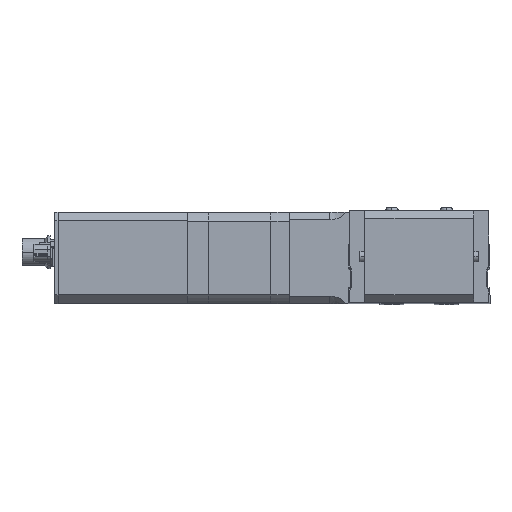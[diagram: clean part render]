
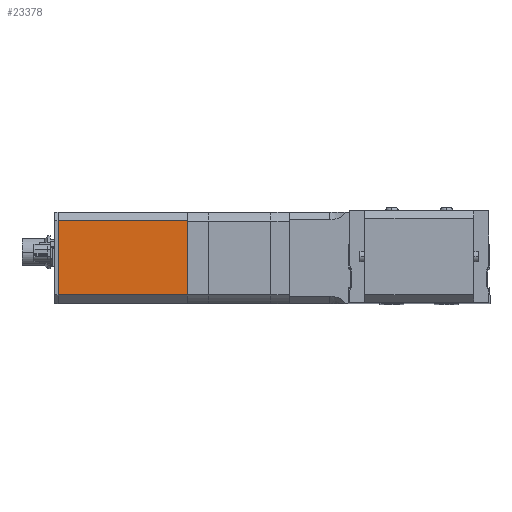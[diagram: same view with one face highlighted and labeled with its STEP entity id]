
A CAD part, top view. The second image highlights one B-rep face of the part: STEP entity #23378.
In plain terms, the highlighted face is planar.
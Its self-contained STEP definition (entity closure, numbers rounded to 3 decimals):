
#666 = CARTESIAN_POINT ( 'NONE',  ( -31., 17., -106.25 ) ) ;
#1103 = CARTESIAN_POINT ( 'NONE',  ( -31., 17., -106.25 ) ) ;
#1898 = ORIENTED_EDGE ( 'NONE', *, *, #11438, .T. ) ;
#2495 = ORIENTED_EDGE ( 'NONE', *, *, #13626, .F. ) ;
#2725 = CARTESIAN_POINT ( 'NONE',  ( -31., 17., -106.25 ) ) ;
#3542 = EDGE_CURVE ( 'NONE', #28874, #29924, #21649, .T. ) ;
#3649 = VECTOR ( 'NONE', #21372, 1000. ) ;
#4141 = VERTEX_POINT ( 'NONE', #17811 ) ;
#5099 = DIRECTION ( 'NONE',  ( 0., 0., 1. ) ) ;
#10343 = ORIENTED_EDGE ( 'NONE', *, *, #3542, .T. ) ;
#11438 = EDGE_CURVE ( 'NONE', #29924, #4141, #20800, .T. ) ;
#11508 = AXIS2_PLACEMENT_3D ( 'NONE', #2725, #12107, #28477 ) ;
#12107 = DIRECTION ( 'NONE',  ( 1., 0., 0. ) ) ;
#12154 = CARTESIAN_POINT ( 'NONE',  ( -31., -17., -106.25 ) ) ;
#12801 = LINE ( 'NONE', #666, #18719 ) ;
#12921 = CARTESIAN_POINT ( 'NONE',  ( -31., -17., -106.25 ) ) ;
#13626 = EDGE_CURVE ( 'NONE', #27971, #4141, #12801, .T. ) ;
#14407 = PLANE ( 'NONE',  #11508 ) ;
#14629 = CARTESIAN_POINT ( 'NONE',  ( -31., -17., -47. ) ) ;
#16350 = LINE ( 'NONE', #28113, #3649 ) ;
#16731 = FACE_OUTER_BOUND ( 'NONE', #23841, .T. ) ;
#17811 = CARTESIAN_POINT ( 'NONE',  ( -31., 17., -47. ) ) ;
#18719 = VECTOR ( 'NONE', #28716, 1000. ) ;
#19231 = EDGE_CURVE ( 'NONE', #28874, #27971, #16350, .T. ) ;
#20800 = LINE ( 'NONE', #30127, #28685 ) ;
#21372 = DIRECTION ( 'NONE',  ( 0., 1., 0. ) ) ;
#21649 = LINE ( 'NONE', #12154, #22233 ) ;
#22233 = VECTOR ( 'NONE', #5099, 1000. ) ;
#23378 = ADVANCED_FACE ( 'NONE', ( #16731 ), #14407, .F. ) ;
#23841 = EDGE_LOOP ( 'NONE', ( #1898, #2495, #27301, #10343 ) ) ;
#27301 = ORIENTED_EDGE ( 'NONE', *, *, #19231, .F. ) ;
#27971 = VERTEX_POINT ( 'NONE', #1103 ) ;
#28113 = CARTESIAN_POINT ( 'NONE',  ( -31., 17., -106.25 ) ) ;
#28121 = DIRECTION ( 'NONE',  ( 0., 1., 0. ) ) ;
#28477 = DIRECTION ( 'NONE',  ( 0., 1., 0. ) ) ;
#28685 = VECTOR ( 'NONE', #28121, 1000. ) ;
#28716 = DIRECTION ( 'NONE',  ( 0., 0., 1. ) ) ;
#28874 = VERTEX_POINT ( 'NONE', #12921 ) ;
#29924 = VERTEX_POINT ( 'NONE', #14629 ) ;
#30127 = CARTESIAN_POINT ( 'NONE',  ( -31., 17., -47. ) ) ;
